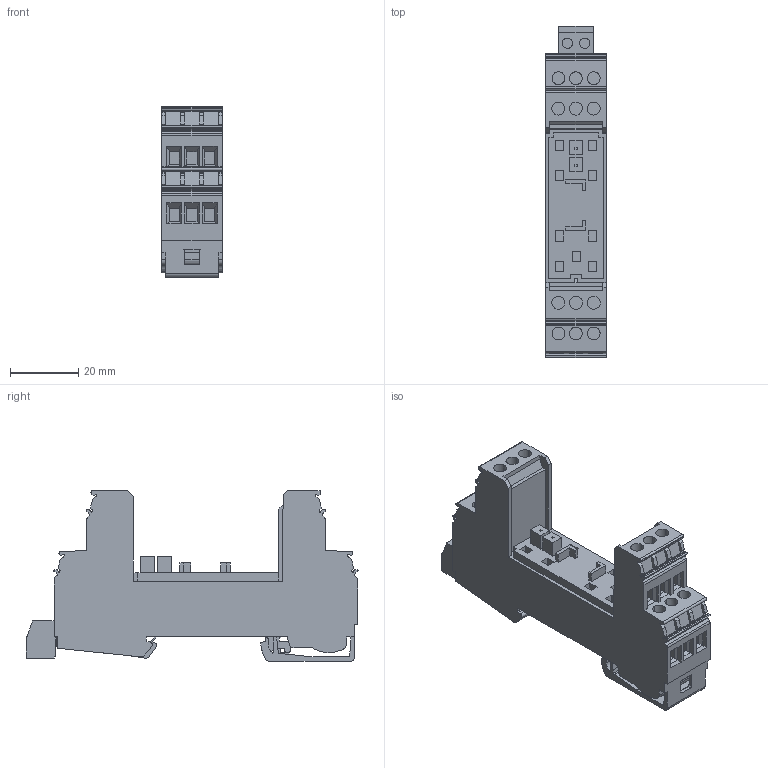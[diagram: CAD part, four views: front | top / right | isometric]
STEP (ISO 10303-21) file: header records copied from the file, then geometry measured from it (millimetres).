
FILE_DESCRIPTION(('CATIA V5R24 STEP','CAx-IF Rec.Pracs.--- Model Styling and Organization---1.2---2011-12-15'),'2;1');
FILE_NAME ('9839940_5_8951740000_S3D_VSPC_BASE_XXX_R.stp','2017-08-24T11:15:51+00:00',('none'),('Weidmueller'),'CATIA Version 5-6 Release 2014 SP4','CATIA V5 STEP AP214','none');
FILE_SCHEMA(('AUTOMOTIVE_DESIGN { 1 0 10303 214 1 1 1 1 }'));
Length unit declared in the file: millimetre
Products named in the file (1): 8951710000
Bounding box: 17.85 x 97.52 x 50.22 mm (x, y, z)
Volume: 44078.5 mm3; surface area: 18648.3 mm2
Topology: 5 solids, 5 shells, 801 faces, 2442 edges, 1699 vertices
Faces by surface type: plane 626, cylinder 127, extrusion 36, cone 12
Entity records: 26880 total; most frequent: CARTESIAN_POINT 5995, ORIENTED_EDGE 4884, DIRECTION 3054, EDGE_CURVE 2388, VECTOR 1841, LINE 1805, VERTEX_POINT 1661, EDGE_LOOP 861
